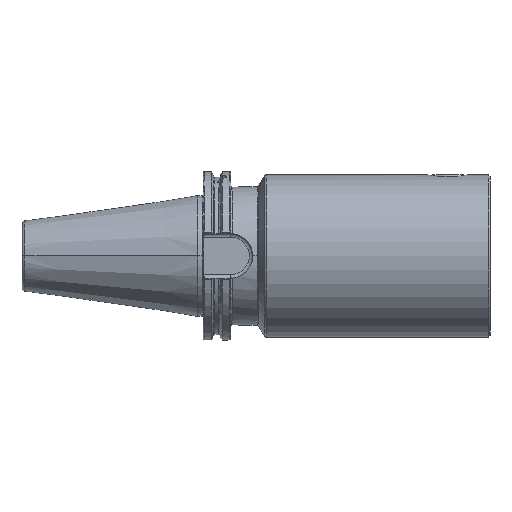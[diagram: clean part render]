
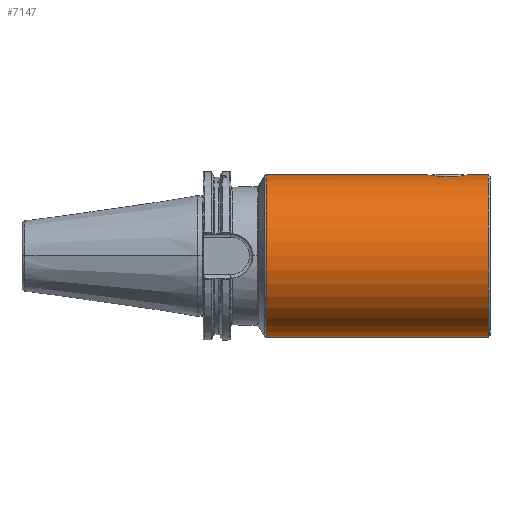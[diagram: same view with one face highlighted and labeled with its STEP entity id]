
A CAD part, top view. The second image highlights one B-rep face of the part: STEP entity #7147.
In plain terms, the highlighted cylindrical face has radius 47 mm (diameter 94 mm), a partial arc.
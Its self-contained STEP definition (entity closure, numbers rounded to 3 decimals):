
#5 = LINE ( 'NONE', #8922, #5254 ) ;
#20 = CARTESIAN_POINT ( 'NONE',  ( 154.805, 46.667, 5.614 ) ) ;
#53 = CARTESIAN_POINT ( 'NONE',  ( 154.113, 46.551, 6.489 ) ) ;
#83 = CARTESIAN_POINT ( 'NONE',  ( 168.2, -47., 0. ) ) ;
#117 = CARTESIAN_POINT ( 'NONE',  ( 153.864, 46.51, 6.773 ) ) ;
#195 = CARTESIAN_POINT ( 'NONE',  ( 153.345, 46.429, 7.308 ) ) ;
#215 = CARTESIAN_POINT ( 'NONE',  ( 153.074, 46.388, 7.561 ) ) ;
#224 = CARTESIAN_POINT ( 'NONE',  ( 152.229, 46.268, 8.279 ) ) ;
#256 = CARTESIAN_POINT ( 'NONE',  ( 151.623, 46.189, 8.702 ) ) ;
#288 = CARTESIAN_POINT ( 'NONE',  ( 150.651, 46.08, 9.257 ) ) ;
#311 = AXIS2_PLACEMENT_3D ( 'NONE', #860, #5816, #1591 ) ;
#318 = CARTESIAN_POINT ( 'NONE',  ( 150.315, 46.045, 9.428 ) ) ;
#343 = CARTESIAN_POINT ( 'NONE',  ( 149.636, 45.98, 9.738 ) ) ;
#376 = CARTESIAN_POINT ( 'NONE',  ( 149.292, 45.951, 9.878 ) ) ;
#485 = CARTESIAN_POINT ( 'NONE',  ( 132.55, 47., 0. ) ) ;
#513 = CARTESIAN_POINT ( 'NONE',  ( 134.301, 46.666, 5.622 ) ) ;
#541 = VERTEX_POINT ( 'NONE', #2053 ) ;
#543 = CARTESIAN_POINT ( 'NONE',  ( 143.066, 45.768, 10.692 ) ) ;
#551 = CARTESIAN_POINT ( 'NONE',  ( 148.243, 45.869, 10.25 ) ) ;
#579 = CARTESIAN_POINT ( 'NONE',  ( 147.524, 45.827, 10.437 ) ) ;
#642 = CARTESIAN_POINT ( 'NONE',  ( 146.415, 45.783, 10.627 ) ) ;
#670 = CARTESIAN_POINT ( 'NONE',  ( 146.04, 45.772, 10.675 ) ) ;
#704 = CARTESIAN_POINT ( 'NONE',  ( 145.294, 45.757, 10.738 ) ) ;
#860 = CARTESIAN_POINT ( 'NONE',  ( 168.2, 0., 0. ) ) ;
#1029 = CARTESIAN_POINT ( 'NONE',  ( 144.922, 45.753, 10.753 ) ) ;
#1063 = CARTESIAN_POINT ( 'NONE',  ( 144.55, 45.753, 10.753 ) ) ;
#1186 = DIRECTION ( 'NONE',  ( 1., 0., 0. ) ) ;
#1242 = CARTESIAN_POINT ( 'NONE',  ( 135.748, 46.428, 7.326 ) ) ;
#1276 = CARTESIAN_POINT ( 'NONE',  ( 144.55, 45.753, 10.753 ) ) ;
#1591 = DIRECTION ( 'NONE',  ( 0., 1., 0. ) ) ;
#1968 = CIRCLE ( 'NONE', #311, 47. ) ;
#1972 = CARTESIAN_POINT ( 'NONE',  ( 137.486, 46.188, 8.708 ) ) ;
#2053 = CARTESIAN_POINT ( 'NONE',  ( 144.55, 45.753, 10.753 ) ) ;
#2162 = CARTESIAN_POINT ( 'NONE',  ( 39.619, 47., 0. ) ) ;
#2224 = AXIS2_PLACEMENT_3D ( 'NONE', #7684, #3477, #8379 ) ;
#2248 = DIRECTION ( 'NONE',  ( 1., 0., 0. ) ) ;
#2537 = CARTESIAN_POINT ( 'NONE',  ( 169.1, 0., 0. ) ) ;
#2624 = CARTESIAN_POINT ( 'NONE',  ( 39.619, -47., 0. ) ) ;
#2675 = CARTESIAN_POINT ( 'NONE',  ( 138.794, 46.044, 9.433 ) ) ;
#2762 = VERTEX_POINT ( 'NONE', #2162 ) ;
#3280 = LINE ( 'NONE', #9101, #5163 ) ;
#3312 = DIRECTION ( 'NONE',  ( 1., 0., 0. ) ) ;
#3368 = CARTESIAN_POINT ( 'NONE',  ( 132.659, 46.978, 1.489 ) ) ;
#3403 = CARTESIAN_POINT ( 'NONE',  ( 139.815, 45.95, 9.88 ) ) ;
#3477 = DIRECTION ( 'NONE',  ( 1., 0., 0. ) ) ;
#3584 = CYLINDRICAL_SURFACE ( 'NONE', #7778, 47. ) ;
#3657 = EDGE_LOOP ( 'NONE', ( #7280, #4642, #6950, #7150, #5594, #6820, #4962 ) ) ;
#3687 = EDGE_CURVE ( 'NONE', #541, #4007, #5314, .T. ) ;
#3811 = EDGE_CURVE ( 'NONE', #4007, #7032, #3280, .T. ) ;
#4007 = VERTEX_POINT ( 'NONE', #4880 ) ;
#4036 = DIRECTION ( 'NONE',  ( 0., 1., 0. ) ) ;
#4091 = CARTESIAN_POINT ( 'NONE',  ( 132.984, 46.913, 2.949 ) ) ;
#4120 = CARTESIAN_POINT ( 'NONE',  ( 140.869, 45.872, 10.236 ) ) ;
#4353 = CARTESIAN_POINT ( 'NONE',  ( 169.1, -47., 0. ) ) ;
#4421 = VERTEX_POINT ( 'NONE', #8137 ) ;
#4642 = ORIENTED_EDGE ( 'NONE', *, *, #6373, .T. ) ;
#4755 = VERTEX_POINT ( 'NONE', #83 ) ;
#4789 = CARTESIAN_POINT ( 'NONE',  ( 133.9, 46.739, 4.994 ) ) ;
#4823 = CARTESIAN_POINT ( 'NONE',  ( 141.957, 45.812, 10.503 ) ) ;
#4880 = CARTESIAN_POINT ( 'NONE',  ( 156.55, 47., 0. ) ) ;
#4962 = ORIENTED_EDGE ( 'NONE', *, *, #6066, .F. ) ;
#5086 = EDGE_CURVE ( 'NONE', #2762, #7174, #6786, .T. ) ;
#5137 = LINE ( 'NONE', #4353, #6777 ) ;
#5163 = VECTOR ( 'NONE', #8821, 1000. ) ;
#5254 = VECTOR ( 'NONE', #1186, 1000. ) ;
#5314 = B_SPLINE_CURVE_WITH_KNOTS ( 'NONE', 3,
 ( #1063, #1029, #704, #670, #642, #579, #551, #376, #343, #318, #288, #256, #224, #215, #195, #117, #53, #20, #9007, #8829, #8642, #8674, #8150, #7402, #6906, #6928 ),
 .UNSPECIFIED., .F., .F.,
 ( 4, 2, 2, 2, 2, 2, 2, 2, 2, 2, 2, 2, 4 ),
 ( 0.027, 0.028, 0.029, 0.032, 0.033, 0.034, 0.036, 0.037, 0.038, 0.04, 0.042, 0.043, 0.045 ),
 .UNSPECIFIED. ) ;
#5482 = CARTESIAN_POINT ( 'NONE',  ( 135.222, 46.511, 6.785 ) ) ;
#5511 = CARTESIAN_POINT ( 'NONE',  ( 143.808, 45.753, 10.753 ) ) ;
#5594 = ORIENTED_EDGE ( 'NONE', *, *, #3687, .F. ) ;
#5816 = DIRECTION ( 'NONE',  ( 1., 0., 0. ) ) ;
#5985 = B_SPLINE_CURVE_WITH_KNOTS ( 'NONE', 3,
 ( #485, #8245, #7570, #3368, #8277, #4091, #8980, #4789, #513, #5482, #1242, #6180, #1972, #6907, #2675, #7602, #3403, #8304, #4120, #9008, #4823, #543, #5511, #1276 ),
 .UNSPECIFIED., .F., .F.,
 ( 4, 2, 2, 2, 2, 2, 2, 2, 2, 2, 2, 4 ),
 ( 0.009, 0.01, 0.011, 0.014, 0.016, 0.018, 0.02, 0.021, 0.023, 0.024, 0.025, 0.027 ),
 .UNSPECIFIED. ) ;
#6019 = EDGE_CURVE ( 'NONE', #4421, #541, #5985, .T. ) ;
#6066 = EDGE_CURVE ( 'NONE', #2762, #4421, #5, .T. ) ;
#6180 = CARTESIAN_POINT ( 'NONE',  ( 136.879, 46.267, 8.284 ) ) ;
#6373 = EDGE_CURVE ( 'NONE', #7174, #4755, #5137, .T. ) ;
#6777 = VECTOR ( 'NONE', #2248, 1000. ) ;
#6786 = CIRCLE ( 'NONE', #2224, 47. ) ;
#6820 = ORIENTED_EDGE ( 'NONE', *, *, #6019, .F. ) ;
#6906 = CARTESIAN_POINT ( 'NONE',  ( 156.55, 47., 0.754 ) ) ;
#6907 = CARTESIAN_POINT ( 'NONE',  ( 138.46, 46.079, 9.262 ) ) ;
#6928 = CARTESIAN_POINT ( 'NONE',  ( 156.55, 47., 0. ) ) ;
#6950 = ORIENTED_EDGE ( 'NONE', *, *, #7494, .F. ) ;
#7032 = VERTEX_POINT ( 'NONE', #8047 ) ;
#7147 = ADVANCED_FACE ( 'NONE', ( #7523 ), #3584, .T. ) ;
#7150 = ORIENTED_EDGE ( 'NONE', *, *, #3811, .F. ) ;
#7174 = VERTEX_POINT ( 'NONE', #2624 ) ;
#7280 = ORIENTED_EDGE ( 'NONE', *, *, #5086, .T. ) ;
#7402 = CARTESIAN_POINT ( 'NONE',  ( 156.462, 46.982, 1.493 ) ) ;
#7494 = EDGE_CURVE ( 'NONE', #7032, #4755, #1968, .T. ) ;
#7523 = FACE_OUTER_BOUND ( 'NONE', #3657, .T. ) ;
#7570 = CARTESIAN_POINT ( 'NONE',  ( 132.572, 46.996, 0.743 ) ) ;
#7602 = CARTESIAN_POINT ( 'NONE',  ( 139.471, 45.98, 9.741 ) ) ;
#7684 = CARTESIAN_POINT ( 'NONE',  ( 39.619, 0., 0. ) ) ;
#7778 = AXIS2_PLACEMENT_3D ( 'NONE', #2537, #3312, #4036 ) ;
#8047 = CARTESIAN_POINT ( 'NONE',  ( 168.2, 47., 0. ) ) ;
#8137 = CARTESIAN_POINT ( 'NONE',  ( 132.55, 47., 0. ) ) ;
#8150 = CARTESIAN_POINT ( 'NONE',  ( 156.204, 46.931, 2.58 ) ) ;
#8245 = CARTESIAN_POINT ( 'NONE',  ( 132.55, 47., 0.371 ) ) ;
#8277 = CARTESIAN_POINT ( 'NONE',  ( 132.725, 46.965, 1.861 ) ) ;
#8304 = CARTESIAN_POINT ( 'NONE',  ( 140.514, 45.896, 10.128 ) ) ;
#8379 = DIRECTION ( 'NONE',  ( 0., -1., 0. ) ) ;
#8642 = CARTESIAN_POINT ( 'NONE',  ( 155.841, 46.86, 3.649 ) ) ;
#8674 = CARTESIAN_POINT ( 'NONE',  ( 156.097, 46.909, 2.939 ) ) ;
#8821 = DIRECTION ( 'NONE',  ( 1., 0., 0. ) ) ;
#8829 = CARTESIAN_POINT ( 'NONE',  ( 155.694, 46.831, 3.992 ) ) ;
#8922 = CARTESIAN_POINT ( 'NONE',  ( 169.1, 47., 0. ) ) ;
#8980 = CARTESIAN_POINT ( 'NONE',  ( 133.237, 46.863, 3.648 ) ) ;
#9007 = CARTESIAN_POINT ( 'NONE',  ( 155.201, 46.739, 4.99 ) ) ;
#9008 = CARTESIAN_POINT ( 'NONE',  ( 141.59, 45.83, 10.424 ) ) ;
#9101 = CARTESIAN_POINT ( 'NONE',  ( 169.1, 47., 0. ) ) ;
